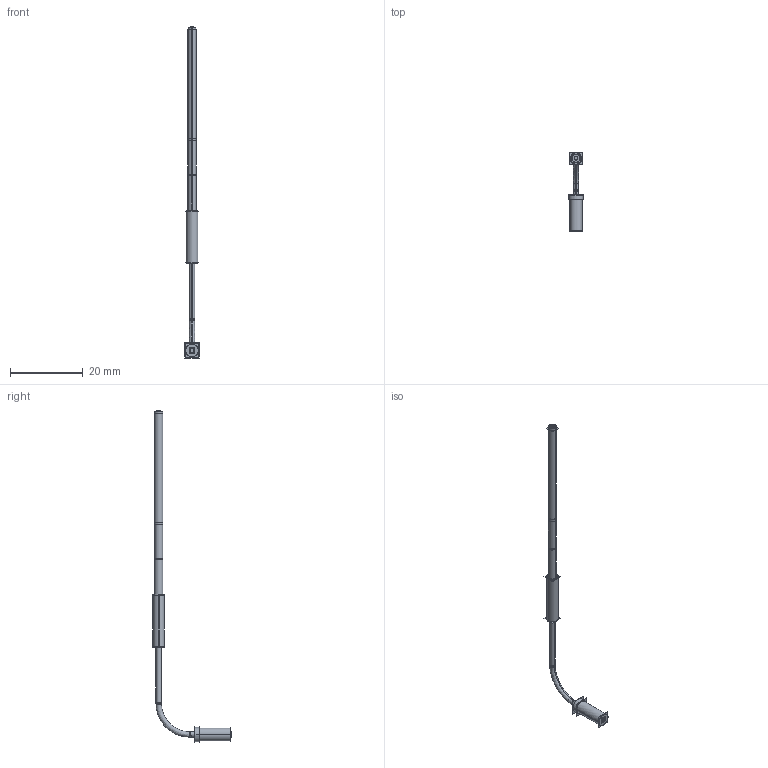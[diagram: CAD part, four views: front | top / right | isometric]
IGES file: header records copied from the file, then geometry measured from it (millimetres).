
Start section:  PTC IGES file: 193356.igs
Global section: file name: 193356.igs; native system: Creo Parametric by Parametric Technology Corporation; preprocessor: 2013230; author: pdmadmin; organization: Unknown; date: 20160302.094001; units: millimetre
Bounding box: 4.12 x 21.63 x 91.3 mm (x, y, z)
Volume: 348.7 mm3; surface area: 6436.1 mm2
Topology: 5 solids, 6 shells, 122 faces, 598 edges, 780 vertices
Faces by surface type: revolution 92, bspline 30
